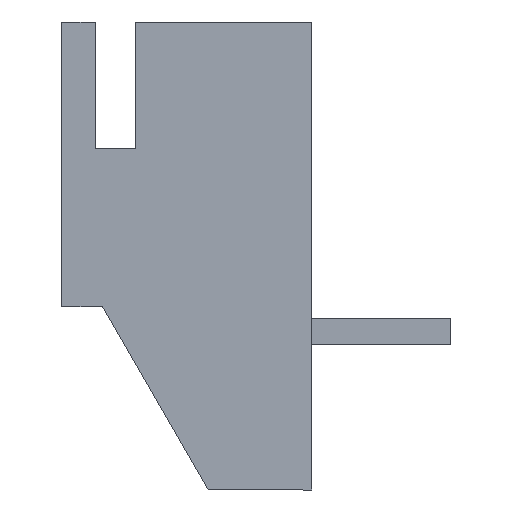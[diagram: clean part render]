
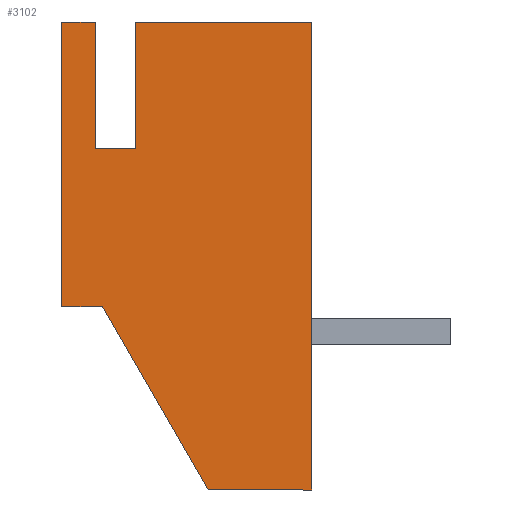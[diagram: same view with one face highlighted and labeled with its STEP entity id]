
A CAD part, left-side view. The second image highlights one B-rep face of the part: STEP entity #3102.
In plain terms, the highlighted planar face has unit normal (-1, 0, 0).
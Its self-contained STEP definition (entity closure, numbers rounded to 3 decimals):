
#523 = ORIENTED_EDGE ( 'NONE', *, *, #1837, .T. ) ;
#530 = EDGE_CURVE ( 'NONE', #1902, #531, #2770, .T. ) ;
#531 = VERTEX_POINT ( 'NONE', #2766 ) ;
#539 = ORIENTED_EDGE ( 'NONE', *, *, #1767, .T. ) ;
#540 = ORIENTED_EDGE ( 'NONE', *, *, #541, .T. ) ;
#541 = EDGE_CURVE ( 'NONE', #531, #3187, #2831, .T. ) ;
#542 = ORIENTED_EDGE ( 'NONE', *, *, #530, .T. ) ;
#586 = ORIENTED_EDGE ( 'NONE', *, *, #1702, .T. ) ;
#1596 = EDGE_CURVE ( 'NONE', #1820, #1803, #3642, .T. ) ;
#1611 = VERTEX_POINT ( 'NONE', #3678 ) ;
#1613 = EDGE_CURVE ( 'NONE', #1674, #1611, #3676, .T. ) ;
#1661 = EDGE_CURVE ( 'NONE', #1676, #1674, #3807, .T. ) ;
#1674 = VERTEX_POINT ( 'NONE', #3784 ) ;
#1676 = VERTEX_POINT ( 'NONE', #3783 ) ;
#1702 = EDGE_CURVE ( 'NONE', #1880, #1768, #3852, .T. ) ;
#1767 = EDGE_CURVE ( 'NONE', #1768, #1902, #4002, .T. ) ;
#1768 = VERTEX_POINT ( 'NONE', #3998 ) ;
#1803 = VERTEX_POINT ( 'NONE', #4100 ) ;
#1820 = VERTEX_POINT ( 'NONE', #4117 ) ;
#1822 = EDGE_CURVE ( 'NONE', #1611, #1820, #4115, .T. ) ;
#1837 = EDGE_CURVE ( 'NONE', #1803, #1880, #4178, .T. ) ;
#1880 = VERTEX_POINT ( 'NONE', #4278 ) ;
#1902 = VERTEX_POINT ( 'NONE', #4340 ) ;
#2766 = CARTESIAN_POINT ( 'NONE',  ( -9.95, 2.552, -5.75 ) ) ;
#2767 = DIRECTION ( 'NONE',  ( 0., -0.5, -0.866 ) ) ;
#2768 = VECTOR ( 'NONE', #2767, 1000. ) ;
#2769 = CARTESIAN_POINT ( 'NONE',  ( -9.95, 2.552, -5.75 ) ) ;
#2770 = LINE ( 'NONE', #2769, #2768 ) ;
#2828 = DIRECTION ( 'NONE',  ( 0., -1., 0. ) ) ;
#2829 = VECTOR ( 'NONE', #2828, 1000. ) ;
#2830 = CARTESIAN_POINT ( 'NONE',  ( -9.95, 0., -5.75 ) ) ;
#2831 = LINE ( 'NONE', #2830, #2829 ) ;
#3099 = ORIENTED_EDGE ( 'NONE', *, *, #1822, .T. ) ;
#3100 = ORIENTED_EDGE ( 'NONE', *, *, #1596, .T. ) ;
#3101 = ORIENTED_EDGE ( 'NONE', *, *, #1613, .T. ) ;
#3102 = ADVANCED_FACE ( 'NONE', ( #4514 ), #4556, .F. ) ;
#3186 = ORIENTED_EDGE ( 'NONE', *, *, #1661, .T. ) ;
#3187 = VERTEX_POINT ( 'NONE', #4823 ) ;
#3194 = ORIENTED_EDGE ( 'NONE', *, *, #3197, .T. ) ;
#3195 = EDGE_LOOP ( 'NONE', ( #3194, #3186, #3101, #3099, #3100, #523, #586, #539, #542, #540 ) ) ;
#3197 = EDGE_CURVE ( 'NONE', #3187, #1676, #4852, .T. ) ;
#3639 = DIRECTION ( 'NONE',  ( 0., 0., 1. ) ) ;
#3640 = VECTOR ( 'NONE', #3639, 1000. ) ;
#3641 = CARTESIAN_POINT ( 'NONE',  ( -9.95, 5.325, 5.75 ) ) ;
#3642 = LINE ( 'NONE', #3641, #3640 ) ;
#3673 = DIRECTION ( 'NONE',  ( 0., 0., -1. ) ) ;
#3674 = VECTOR ( 'NONE', #3673, 1000. ) ;
#3675 = CARTESIAN_POINT ( 'NONE',  ( -9.95, 4.325, 2.65 ) ) ;
#3676 = LINE ( 'NONE', #3675, #3674 ) ;
#3678 = CARTESIAN_POINT ( 'NONE',  ( -9.95, 4.325, 2.65 ) ) ;
#3783 = CARTESIAN_POINT ( 'NONE',  ( -9.95, 0., 5.75 ) ) ;
#3784 = CARTESIAN_POINT ( 'NONE',  ( -9.95, 4.325, 5.75 ) ) ;
#3804 = DIRECTION ( 'NONE',  ( 0., 1., 0. ) ) ;
#3805 = VECTOR ( 'NONE', #3804, 1000. ) ;
#3806 = CARTESIAN_POINT ( 'NONE',  ( -9.95, 4.325, 5.75 ) ) ;
#3807 = LINE ( 'NONE', #3806, #3805 ) ;
#3849 = DIRECTION ( 'NONE',  ( 0., 0., -1. ) ) ;
#3850 = VECTOR ( 'NONE', #3849, 1000. ) ;
#3851 = CARTESIAN_POINT ( 'NONE',  ( -9.95, 6.15, -1.25 ) ) ;
#3852 = LINE ( 'NONE', #3851, #3850 ) ;
#3998 = CARTESIAN_POINT ( 'NONE',  ( -9.95, 6.15, -1.25 ) ) ;
#3999 = DIRECTION ( 'NONE',  ( 0., -1., 0. ) ) ;
#4000 = VECTOR ( 'NONE', #3999, 1000. ) ;
#4001 = CARTESIAN_POINT ( 'NONE',  ( -9.95, 6.15, -1.25 ) ) ;
#4002 = LINE ( 'NONE', #4001, #4000 ) ;
#4100 = CARTESIAN_POINT ( 'NONE',  ( -9.95, 5.325, 5.75 ) ) ;
#4112 = DIRECTION ( 'NONE',  ( 0., 1., 0. ) ) ;
#4113 = VECTOR ( 'NONE', #4112, 1000. ) ;
#4114 = CARTESIAN_POINT ( 'NONE',  ( -9.95, 5.325, 2.65 ) ) ;
#4115 = LINE ( 'NONE', #4114, #4113 ) ;
#4117 = CARTESIAN_POINT ( 'NONE',  ( -9.95, 5.325, 2.65 ) ) ;
#4175 = DIRECTION ( 'NONE',  ( 0., 1., 0. ) ) ;
#4176 = VECTOR ( 'NONE', #4175, 1000. ) ;
#4177 = CARTESIAN_POINT ( 'NONE',  ( -9.95, 6.15, 5.75 ) ) ;
#4178 = LINE ( 'NONE', #4177, #4176 ) ;
#4278 = CARTESIAN_POINT ( 'NONE',  ( -9.95, 6.15, 5.75 ) ) ;
#4340 = CARTESIAN_POINT ( 'NONE',  ( -9.95, 5.15, -1.25 ) ) ;
#4514 = FACE_OUTER_BOUND ( 'NONE', #3195, .T. ) ;
#4550 = DIRECTION ( 'NONE',  ( 0., 1., 0. ) ) ;
#4551 = DIRECTION ( 'NONE',  ( 1., 0., 0. ) ) ;
#4552 = CARTESIAN_POINT ( 'NONE',  ( -9.95, 6.15, 5.75 ) ) ;
#4553 = AXIS2_PLACEMENT_3D ( 'NONE', #4552, #4551, #4550 ) ;
#4556 = PLANE ( 'NONE',  #4553 ) ;
#4823 = CARTESIAN_POINT ( 'NONE',  ( -9.95, 0., -5.75 ) ) ;
#4849 = DIRECTION ( 'NONE',  ( 0., 0., 1. ) ) ;
#4850 = VECTOR ( 'NONE', #4849, 1000. ) ;
#4851 = CARTESIAN_POINT ( 'NONE',  ( -9.95, 0., 5.75 ) ) ;
#4852 = LINE ( 'NONE', #4851, #4850 ) ;
